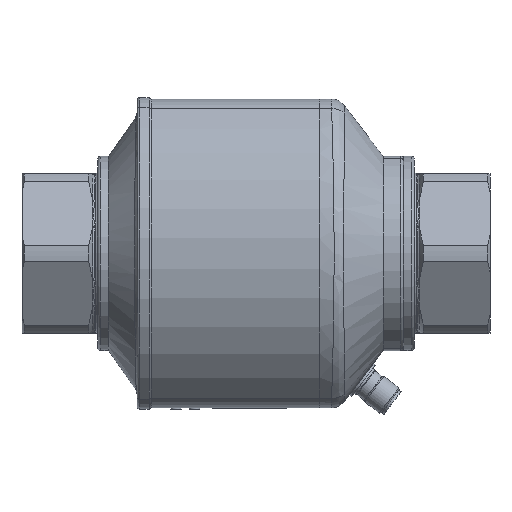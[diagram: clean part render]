
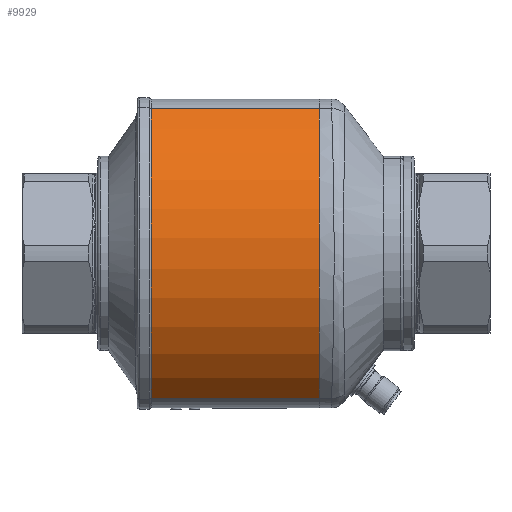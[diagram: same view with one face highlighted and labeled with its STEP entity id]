
A CAD part, front view. The second image highlights one B-rep face of the part: STEP entity #9929.
In plain terms, the highlighted cylindrical face has radius 70 mm (diameter 140 mm), a partial arc.
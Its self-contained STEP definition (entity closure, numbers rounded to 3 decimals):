
#49 = VERTEX_POINT ( 'NONE', #6715 ) ;
#787 = EDGE_LOOP ( 'NONE', ( #12199, #10212, #5889, #11006 ) ) ;
#814 = VECTOR ( 'NONE', #2309, 1000. ) ;
#1261 = VERTEX_POINT ( 'NONE', #6913 ) ;
#1358 = CARTESIAN_POINT ( 'NONE',  ( 32., -24.998, 54.444 ) ) ;
#1490 = CARTESIAN_POINT ( 'NONE',  ( -31.194, 19., 0. ) ) ;
#1762 = AXIS2_PLACEMENT_3D ( 'NONE', #5238, #12092, #6175 ) ;
#2309 = DIRECTION ( 'NONE',  ( -1., 0., 0. ) ) ;
#2430 = DIRECTION ( 'NONE',  ( 0., 0., 1. ) ) ;
#3015 = VECTOR ( 'NONE', #3329, 1000. ) ;
#3310 = CIRCLE ( 'NONE', #3858, 70. ) ;
#3329 = DIRECTION ( 'NONE',  ( -1., 0., 0. ) ) ;
#3858 = AXIS2_PLACEMENT_3D ( 'NONE', #1490, #8066, #2430 ) ;
#4624 = CYLINDRICAL_SURFACE ( 'NONE', #7246, 70. ) ;
#5169 = CARTESIAN_POINT ( 'NONE',  ( 32., 19., 0. ) ) ;
#5238 = CARTESIAN_POINT ( 'NONE',  ( 32., 19., 0. ) ) ;
#5250 = CARTESIAN_POINT ( 'NONE',  ( 32., -24.998, -54.444 ) ) ;
#5889 = ORIENTED_EDGE ( 'NONE', *, *, #10418, .F. ) ;
#6111 = DIRECTION ( 'NONE',  ( 0., 0., 1. ) ) ;
#6175 = DIRECTION ( 'NONE',  ( 0., 0., -1. ) ) ;
#6245 = CARTESIAN_POINT ( 'NONE',  ( -31.194, -24.998, -54.444 ) ) ;
#6715 = CARTESIAN_POINT ( 'NONE',  ( -31.194, -24.998, 54.444 ) ) ;
#6913 = CARTESIAN_POINT ( 'NONE',  ( 32., -24.998, 54.444 ) ) ;
#7053 = DIRECTION ( 'NONE',  ( -1., 0., 0. ) ) ;
#7089 = CARTESIAN_POINT ( 'NONE',  ( 32., -24.998, -54.444 ) ) ;
#7246 = AXIS2_PLACEMENT_3D ( 'NONE', #5169, #7053, #6111 ) ;
#8026 = CIRCLE ( 'NONE', #1762, 70. ) ;
#8066 = DIRECTION ( 'NONE',  ( 1., 0., 0. ) ) ;
#9929 = ADVANCED_FACE ( 'NONE', ( #10105 ), #4624, .T. ) ;
#10105 = FACE_OUTER_BOUND ( 'NONE', #787, .T. ) ;
#10212 = ORIENTED_EDGE ( 'NONE', *, *, #10403, .T. ) ;
#10365 = EDGE_CURVE ( 'NONE', #1261, #49, #11049, .T. ) ;
#10403 = EDGE_CURVE ( 'NONE', #49, #12352, #3310, .T. ) ;
#10418 = EDGE_CURVE ( 'NONE', #11767, #12352, #10733, .T. ) ;
#10422 = EDGE_CURVE ( 'NONE', #1261, #11767, #8026, .T. ) ;
#10733 = LINE ( 'NONE', #7089, #3015 ) ;
#11006 = ORIENTED_EDGE ( 'NONE', *, *, #10422, .F. ) ;
#11049 = LINE ( 'NONE', #1358, #814 ) ;
#11767 = VERTEX_POINT ( 'NONE', #5250 ) ;
#12092 = DIRECTION ( 'NONE',  ( 1., 0., 0. ) ) ;
#12199 = ORIENTED_EDGE ( 'NONE', *, *, #10365, .T. ) ;
#12352 = VERTEX_POINT ( 'NONE', #6245 ) ;
